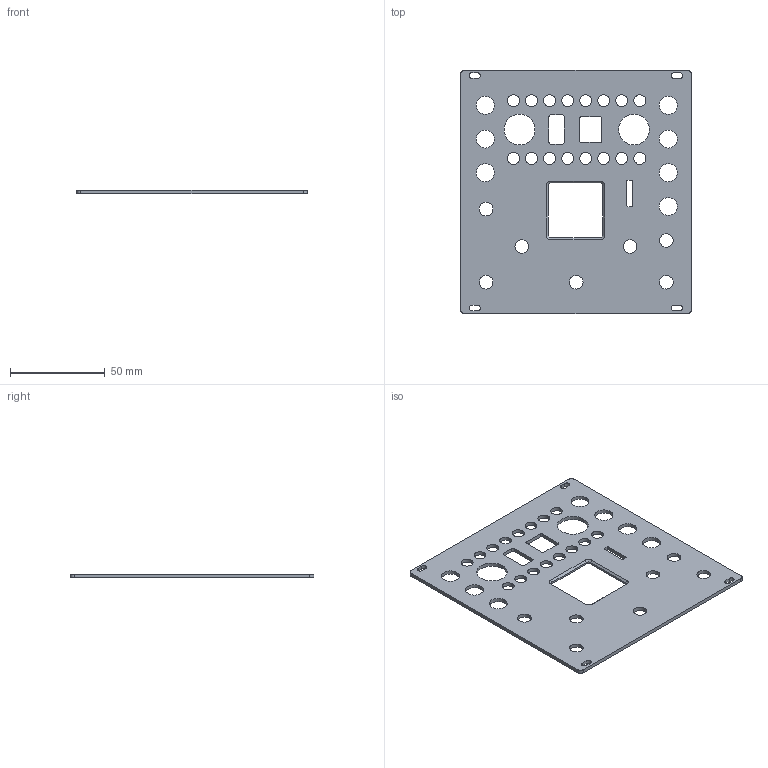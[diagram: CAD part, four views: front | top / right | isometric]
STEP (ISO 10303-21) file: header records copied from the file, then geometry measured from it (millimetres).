
FILE_DESCRIPTION(('Open CASCADE Model'),'2;1');
FILE_NAME('Open CASCADE Shape Model','2019-11-17T12:53:09',('Author'),( 'Open CASCADE'),'Open CASCADE STEP processor 7.2','Open CASCADE 7.2' ,'Unknown');
FILE_SCHEMA(('AUTOMOTIVE_DESIGN { 1 0 10303 214 1 1 1 1 }'));
Length unit declared in the file: millimetre
Products named in the file (1): Open CASCADE STEP translator 7.2 5
Bounding box: 121.58 x 128.4 x 2 mm (x, y, z)
Volume: 25330.5 mm3; surface area: 28491.7 mm2
Topology: 1 solids, 1 shells, 138 faces, 400 edges, 264 vertices
Faces by surface type: cylinder 100, plane 34, cone 4
Entity records: 10022 total; most frequent: CARTESIAN_POINT 1667, DIRECTION 1658, ORIENTED_EDGE 800, PCURVE 800, DEFINITIONAL_REPRESENTATION 800, LINE 780, VECTOR 780, EDGE_CURVE 400
